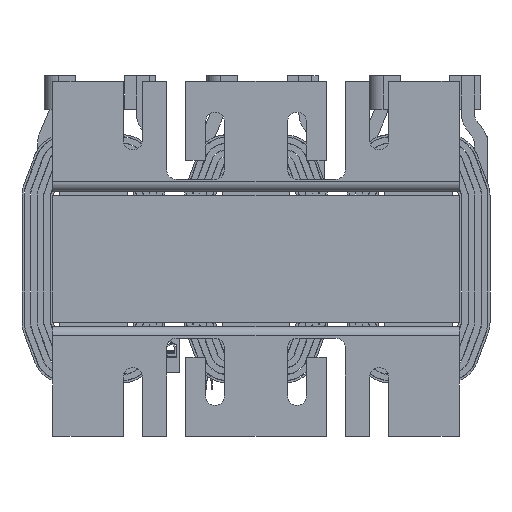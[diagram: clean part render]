
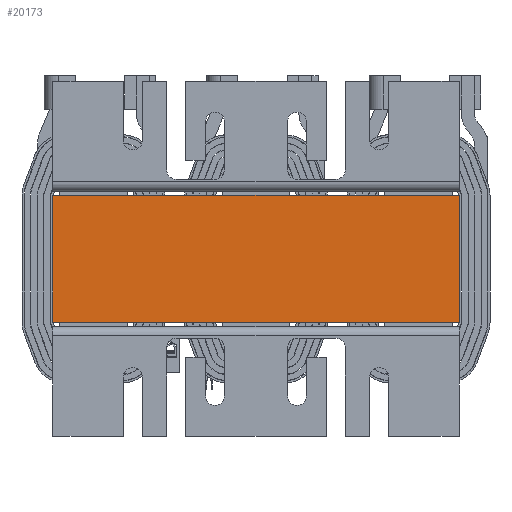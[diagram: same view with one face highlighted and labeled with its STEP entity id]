
A CAD part, front view. The second image highlights one B-rep face of the part: STEP entity #20173.
In plain terms, the highlighted planar face has unit normal (0, -1, 0).
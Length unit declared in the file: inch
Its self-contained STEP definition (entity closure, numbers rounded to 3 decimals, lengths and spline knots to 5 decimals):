
#1145=PLANE('',#21828);
#1812=FACE_OUTER_BOUND('',#2928,.T.);
#2928=EDGE_LOOP('',(#14076,#14077,#14078,#14079));
#4208=LINE('',#28948,#6296);
#4210=LINE('',#28953,#6298);
#4212=LINE('',#28957,#6300);
#4213=LINE('',#28958,#6301);
#6296=VECTOR('',#23620,0.3937);
#6298=VECTOR('',#23624,0.3937);
#6300=VECTOR('',#23628,0.3937);
#6301=VECTOR('',#23629,0.3937);
#8908=VERTEX_POINT('',#28942);
#8910=VERTEX_POINT('',#28946);
#8912=VERTEX_POINT('',#28951);
#8913=VERTEX_POINT('',#28956);
#10937=EDGE_CURVE('',#8908,#8910,#4208,.T.);
#10939=EDGE_CURVE('',#8912,#8910,#4210,.T.);
#10941=EDGE_CURVE('',#8912,#8913,#4212,.T.);
#10942=EDGE_CURVE('',#8913,#8908,#4213,.T.);
#14076=ORIENTED_EDGE('',*,*,#10941,.T.);
#14077=ORIENTED_EDGE('',*,*,#10942,.T.);
#14078=ORIENTED_EDGE('',*,*,#10937,.T.);
#14079=ORIENTED_EDGE('',*,*,#10939,.F.);
#20173=ADVANCED_FACE('',(#1812),#1145,.T.);
#21828=AXIS2_PLACEMENT_3D('',#28955,#23626,#23627);
#23620=DIRECTION('',(1.,0.,0.));
#23624=DIRECTION('',(0.,0.,-1.));
#23626=DIRECTION('center_axis',(0.,-1.,0.));
#23627=DIRECTION('ref_axis',(0.,0.,-1.));
#23628=DIRECTION('',(-1.,0.,0.));
#23629=DIRECTION('',(0.,0.,-1.));
#28942=CARTESIAN_POINT('',(0.00278,0.00278,-1.875));
#28946=CARTESIAN_POINT('',(12.00278,0.00278,-1.875));
#28948=CARTESIAN_POINT('',(12.00278,0.00278,-1.875));
#28951=CARTESIAN_POINT('',(12.00278,0.00278,1.875));
#28953=CARTESIAN_POINT('',(12.00278,0.00278,0.));
#28955=CARTESIAN_POINT('Origin',(12.00278,0.00278,0.));
#28956=CARTESIAN_POINT('',(0.00278,0.00278,1.875));
#28957=CARTESIAN_POINT('',(12.00278,0.00278,1.875));
#28958=CARTESIAN_POINT('',(0.00278,0.00278,0.));
